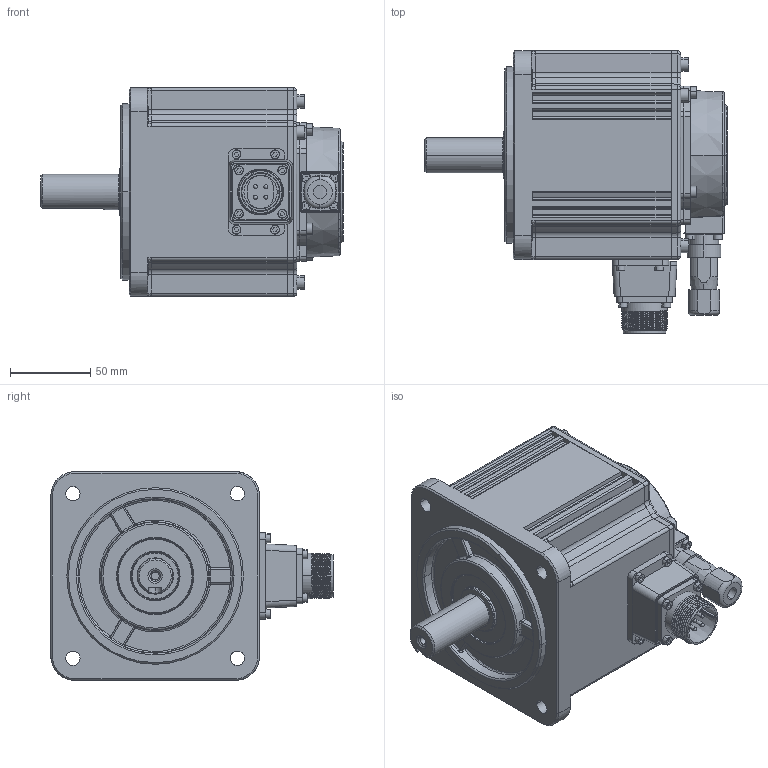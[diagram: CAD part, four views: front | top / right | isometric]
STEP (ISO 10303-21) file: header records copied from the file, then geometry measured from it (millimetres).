
FILE_DESCRIPTION (( 'STEP AP203' ), '1' );
FILE_NAME ('MS6G-130CS(M)20B2-41P5.STEP', '2022-11-15T06:53:08', ( '' ), ( '' ), 'SwSTEP 2.0', 'SolidWorks 2016', '' );
FILE_SCHEMA (( 'CONFIG_CONTROL_DESIGN' ));
Length unit declared in the file: millimetre
Products named in the file (1): MS6G-130CS(M)20B2-41P5
Bounding box: 188.5 x 175.9 x 130 mm (x, y, z)
Surface area: 132885 mm2 (no closed solid volume)
Topology: 0 solids, 33 shells, 813 faces, 2339 edges, 1551 vertices
Faces by surface type: plane 333, cylinder 281, torus 94, cone 57, bspline 48
Entity records: 39349 total; most frequent: CARTESIAN_POINT 18345, DIRECTION 4367, ORIENTED_EDGE 4200, EDGE_CURVE 2323, AXIS2_PLACEMENT_3D 1583, VERTEX_POINT 1551, LINE 1201, VECTOR 1201
